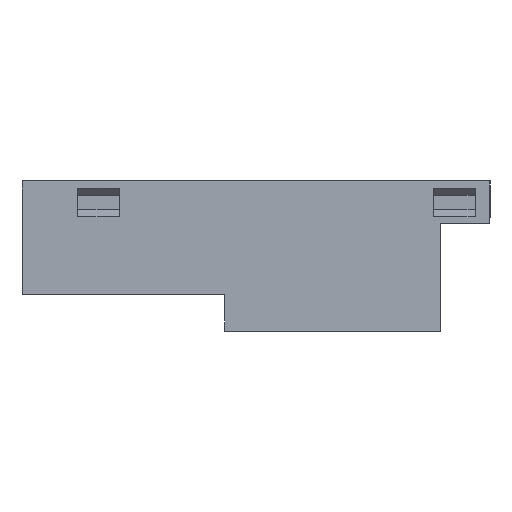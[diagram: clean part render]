
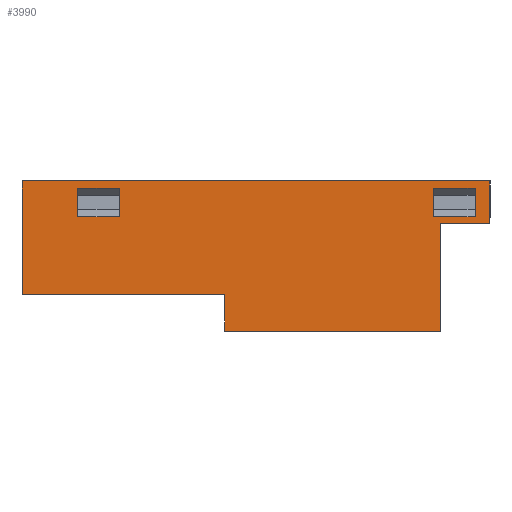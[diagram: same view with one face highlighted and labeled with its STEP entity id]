
A CAD part, left-side view. The second image highlights one B-rep face of the part: STEP entity #3990.
In plain terms, the highlighted planar face has unit normal (-1, 0, 0).
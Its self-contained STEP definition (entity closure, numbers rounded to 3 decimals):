
#86 = EDGE_CURVE ( 'NONE', #6430, #2018, #5333, .T. ) ;
#93 = EDGE_CURVE ( 'NONE', #2418, #3758, #886, .T. ) ;
#216 = EDGE_CURVE ( 'NONE', #4666, #3927, #956, .T. ) ;
#227 = ORIENTED_EDGE ( 'NONE', *, *, #3972, .F. ) ;
#233 = ORIENTED_EDGE ( 'NONE', *, *, #93, .F. ) ;
#262 = ORIENTED_EDGE ( 'NONE', *, *, #2044, .T. ) ;
#309 = LINE ( 'NONE', #6335, #4158 ) ;
#405 = LINE ( 'NONE', #6331, #3022 ) ;
#406 = VERTEX_POINT ( 'NONE', #1804 ) ;
#465 = ORIENTED_EDGE ( 'NONE', *, *, #1652, .T. ) ;
#513 = VERTEX_POINT ( 'NONE', #1426 ) ;
#524 = CARTESIAN_POINT ( 'NONE',  ( -30.617, 5., -15.09 ) ) ;
#559 = ORIENTED_EDGE ( 'NONE', *, *, #5598, .F. ) ;
#583 = CARTESIAN_POINT ( 'NONE',  ( -30.617, 33.5, -10. ) ) ;
#654 = VECTOR ( 'NONE', #5443, 1000. ) ;
#752 = VECTOR ( 'NONE', #3077, 1000. ) ;
#758 = LINE ( 'NONE', #1691, #4875 ) ;
#813 = VERTEX_POINT ( 'NONE', #583 ) ;
#841 = ORIENTED_EDGE ( 'NONE', *, *, #4721, .F. ) ;
#851 = LINE ( 'NONE', #4313, #5572 ) ;
#886 = LINE ( 'NONE', #3422, #3076 ) ;
#924 = LINE ( 'NONE', #3886, #4147 ) ;
#956 = LINE ( 'NONE', #5067, #3913 ) ;
#975 = AXIS2_PLACEMENT_3D ( 'NONE', #1823, #2773, #2248 ) ;
#1060 = ORIENTED_EDGE ( 'NONE', *, *, #2919, .T. ) ;
#1137 = FACE_OUTER_BOUND ( 'NONE', #4091, .T. ) ;
#1421 = EDGE_CURVE ( 'NONE', #3927, #6430, #5998, .T. ) ;
#1426 = CARTESIAN_POINT ( 'NONE',  ( -30.617, 19.85, 5. ) ) ;
#1489 = DIRECTION ( 'NONE',  ( 0., 1., 0. ) ) ;
#1512 = VERTEX_POINT ( 'NONE', #2544 ) ;
#1522 = CARTESIAN_POINT ( 'NONE',  ( -30.617, 25.65, 1. ) ) ;
#1558 = VECTOR ( 'NONE', #4129, 1000. ) ;
#1566 = LINE ( 'NONE', #5548, #1558 ) ;
#1652 = EDGE_CURVE ( 'NONE', #813, #2549, #1566, .T. ) ;
#1660 = ORIENTED_EDGE ( 'NONE', *, *, #86, .T. ) ;
#1691 = CARTESIAN_POINT ( 'NONE',  ( -30.617, -25.25, -15.09 ) ) ;
#1804 = CARTESIAN_POINT ( 'NONE',  ( -30.617, 25.65, 1. ) ) ;
#1813 = DIRECTION ( 'NONE',  ( 0., -1., 0. ) ) ;
#1823 = CARTESIAN_POINT ( 'NONE',  ( -30.617, 0., 6. ) ) ;
#1846 = EDGE_CURVE ( 'NONE', #3758, #2977, #758, .T. ) ;
#1886 = CARTESIAN_POINT ( 'NONE',  ( -30.617, -24.35, 5. ) ) ;
#1910 = EDGE_CURVE ( 'NONE', #4466, #2418, #924, .T. ) ;
#1955 = DIRECTION ( 'NONE',  ( 0., 0., 1. ) ) ;
#1960 = ORIENTED_EDGE ( 'NONE', *, *, #3936, .F. ) ;
#2018 = VERTEX_POINT ( 'NONE', #5338 ) ;
#2041 = CARTESIAN_POINT ( 'NONE',  ( -30.617, 5., -10. ) ) ;
#2044 = EDGE_CURVE ( 'NONE', #5811, #406, #4617, .T. ) ;
#2122 = CARTESIAN_POINT ( 'NONE',  ( -30.617, 5., 0. ) ) ;
#2135 = EDGE_CURVE ( 'NONE', #3903, #513, #4585, .T. ) ;
#2153 = CARTESIAN_POINT ( 'NONE',  ( -30.617, 25.65, 5. ) ) ;
#2231 = VECTOR ( 'NONE', #1813, 1000. ) ;
#2248 = DIRECTION ( 'NONE',  ( 0., 1., 0. ) ) ;
#2263 = ORIENTED_EDGE ( 'NONE', *, *, #2135, .T. ) ;
#2418 = VERTEX_POINT ( 'NONE', #5296 ) ;
#2544 = CARTESIAN_POINT ( 'NONE',  ( -30.617, 33.5, 6. ) ) ;
#2549 = VERTEX_POINT ( 'NONE', #2041 ) ;
#2554 = LINE ( 'NONE', #4567, #752 ) ;
#2671 = CARTESIAN_POINT ( 'NONE',  ( -30.617, -30.15, 2. ) ) ;
#2769 = DIRECTION ( 'NONE',  ( 0., 1., 0. ) ) ;
#2773 = DIRECTION ( 'NONE',  ( 1., 0., 0. ) ) ;
#2811 = VERTEX_POINT ( 'NONE', #4408 ) ;
#2817 = CARTESIAN_POINT ( 'NONE',  ( -30.617, -25.25, -15.09 ) ) ;
#2880 = VECTOR ( 'NONE', #5070, 1000. ) ;
#2896 = DIRECTION ( 'NONE',  ( 0., 0., -1. ) ) ;
#2919 = EDGE_CURVE ( 'NONE', #406, #3903, #851, .T. ) ;
#2977 = VERTEX_POINT ( 'NONE', #524 ) ;
#3022 = VECTOR ( 'NONE', #4389, 1000. ) ;
#3076 = VECTOR ( 'NONE', #2896, 1000. ) ;
#3077 = DIRECTION ( 'NONE',  ( 0., 0., 1. ) ) ;
#3082 = ORIENTED_EDGE ( 'NONE', *, *, #216, .T. ) ;
#3393 = CARTESIAN_POINT ( 'NONE',  ( -30.617, -24.35, 2. ) ) ;
#3422 = CARTESIAN_POINT ( 'NONE',  ( -30.617, -25.25, 6. ) ) ;
#3517 = EDGE_LOOP ( 'NONE', ( #559, #3082, #5380, #1660 ) ) ;
#3665 = FACE_BOUND ( 'NONE', #3732, .T. ) ;
#3698 = CARTESIAN_POINT ( 'NONE',  ( -30.617, -24.35, 1. ) ) ;
#3732 = EDGE_LOOP ( 'NONE', ( #2263, #227, #262, #1060 ) ) ;
#3748 = LINE ( 'NONE', #2671, #4764 ) ;
#3758 = VERTEX_POINT ( 'NONE', #2817 ) ;
#3886 = CARTESIAN_POINT ( 'NONE',  ( -30.617, -25.25, 0. ) ) ;
#3891 = LINE ( 'NONE', #5512, #654 ) ;
#3903 = VERTEX_POINT ( 'NONE', #2153 ) ;
#3913 = VECTOR ( 'NONE', #1489, 1000. ) ;
#3927 = VERTEX_POINT ( 'NONE', #3698 ) ;
#3936 = EDGE_CURVE ( 'NONE', #2977, #2549, #4071, .T. ) ;
#3972 = EDGE_CURVE ( 'NONE', #5811, #513, #2554, .T. ) ;
#3990 = ADVANCED_FACE ( 'NONE', ( #4103, #1137, #3665 ), #5681, .F. ) ;
#4071 = LINE ( 'NONE', #2122, #5797 ) ;
#4088 = CARTESIAN_POINT ( 'NONE',  ( -30.617, 0., 5. ) ) ;
#4091 = EDGE_LOOP ( 'NONE', ( #465, #1960, #4287, #233, #5188, #4168, #841, #5621 ) ) ;
#4103 = FACE_BOUND ( 'NONE', #3517, .T. ) ;
#4126 = EDGE_CURVE ( 'NONE', #1512, #813, #3891, .T. ) ;
#4129 = DIRECTION ( 'NONE',  ( 0., -1., 0. ) ) ;
#4147 = VECTOR ( 'NONE', #6388, 1000. ) ;
#4158 = VECTOR ( 'NONE', #6202, 1000. ) ;
#4168 = ORIENTED_EDGE ( 'NONE', *, *, #6415, .T. ) ;
#4287 = ORIENTED_EDGE ( 'NONE', *, *, #1846, .F. ) ;
#4313 = CARTESIAN_POINT ( 'NONE',  ( -30.617, 25.65, 2. ) ) ;
#4314 = CARTESIAN_POINT ( 'NONE',  ( -30.617, 0., 5. ) ) ;
#4389 = DIRECTION ( 'NONE',  ( 0., 0., 1. ) ) ;
#4408 = CARTESIAN_POINT ( 'NONE',  ( -30.617, -32.25, 6. ) ) ;
#4466 = VERTEX_POINT ( 'NONE', #4505 ) ;
#4505 = CARTESIAN_POINT ( 'NONE',  ( -30.617, -32.25, 0. ) ) ;
#4567 = CARTESIAN_POINT ( 'NONE',  ( -30.617, 19.85, 2. ) ) ;
#4585 = LINE ( 'NONE', #4088, #6458 ) ;
#4617 = LINE ( 'NONE', #1522, #2880 ) ;
#4664 = DIRECTION ( 'NONE',  ( 0., 0., 1. ) ) ;
#4666 = VERTEX_POINT ( 'NONE', #6075 ) ;
#4721 = EDGE_CURVE ( 'NONE', #1512, #2811, #309, .T. ) ;
#4764 = VECTOR ( 'NONE', #5760, 1000. ) ;
#4875 = VECTOR ( 'NONE', #2769, 1000. ) ;
#5031 = CARTESIAN_POINT ( 'NONE',  ( -30.617, 19.85, 1. ) ) ;
#5067 = CARTESIAN_POINT ( 'NONE',  ( -30.617, -24.35, 1. ) ) ;
#5070 = DIRECTION ( 'NONE',  ( 0., 1., 0. ) ) ;
#5188 = ORIENTED_EDGE ( 'NONE', *, *, #1910, .F. ) ;
#5296 = CARTESIAN_POINT ( 'NONE',  ( -30.617, -25.25, 0. ) ) ;
#5333 = LINE ( 'NONE', #4314, #2231 ) ;
#5338 = CARTESIAN_POINT ( 'NONE',  ( -30.617, -30.15, 5. ) ) ;
#5380 = ORIENTED_EDGE ( 'NONE', *, *, #1421, .T. ) ;
#5443 = DIRECTION ( 'NONE',  ( 0., 0., -1. ) ) ;
#5512 = CARTESIAN_POINT ( 'NONE',  ( -30.617, 33.5, 6. ) ) ;
#5548 = CARTESIAN_POINT ( 'NONE',  ( -30.617, 0., -10. ) ) ;
#5572 = VECTOR ( 'NONE', #5920, 1000. ) ;
#5598 = EDGE_CURVE ( 'NONE', #4666, #2018, #3748, .T. ) ;
#5603 = DIRECTION ( 'NONE',  ( 0., -1., 0. ) ) ;
#5621 = ORIENTED_EDGE ( 'NONE', *, *, #4126, .T. ) ;
#5681 = PLANE ( 'NONE',  #975 ) ;
#5760 = DIRECTION ( 'NONE',  ( 0., 0., 1. ) ) ;
#5797 = VECTOR ( 'NONE', #4664, 1000. ) ;
#5811 = VERTEX_POINT ( 'NONE', #5031 ) ;
#5920 = DIRECTION ( 'NONE',  ( 0., 0., 1. ) ) ;
#5952 = VECTOR ( 'NONE', #1955, 1000. ) ;
#5998 = LINE ( 'NONE', #3393, #5952 ) ;
#6075 = CARTESIAN_POINT ( 'NONE',  ( -30.617, -30.15, 1. ) ) ;
#6202 = DIRECTION ( 'NONE',  ( 0., -1., 0. ) ) ;
#6331 = CARTESIAN_POINT ( 'NONE',  ( -30.617, -32.25, -90.272 ) ) ;
#6335 = CARTESIAN_POINT ( 'NONE',  ( -30.617, 0., 6. ) ) ;
#6388 = DIRECTION ( 'NONE',  ( 0., 1., 0. ) ) ;
#6415 = EDGE_CURVE ( 'NONE', #4466, #2811, #405, .T. ) ;
#6430 = VERTEX_POINT ( 'NONE', #1886 ) ;
#6458 = VECTOR ( 'NONE', #5603, 1000. ) ;
